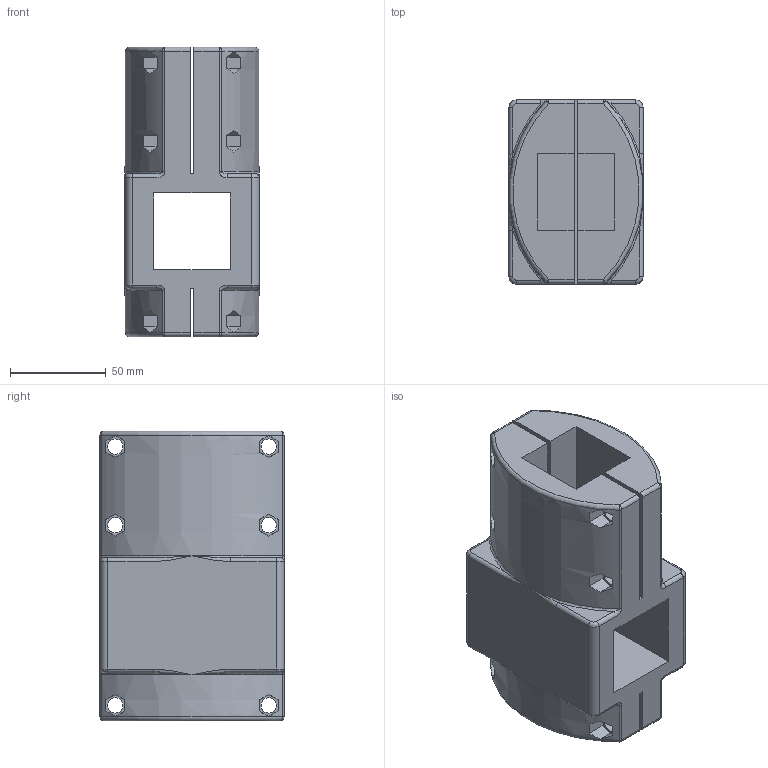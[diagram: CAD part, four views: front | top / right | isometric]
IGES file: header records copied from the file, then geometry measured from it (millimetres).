
Start section:  PTC IGES file: s0564698541.igs
Global section: file name: s0564698541.igs; native system: Pro/ENGINEER by Parametric Technology Corporation; preprocessor: 2006460; author: Andrea.Castagnoli; organization: Unknown; date: 20070303.095702; units: millimetre
Bounding box: 70 x 96 x 151 mm (x, y, z)
Volume: 626772.2 mm3; surface area: 96159.5 mm2
Topology: 1 solids, 1 shells, 226 faces, 560 edges, 348 vertices
Faces by surface type: bspline 134, revolution 92
